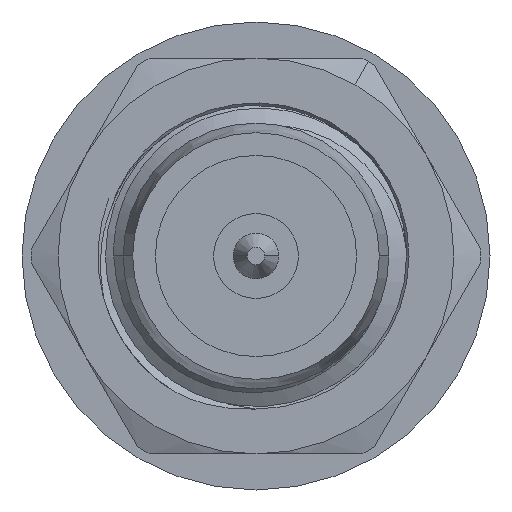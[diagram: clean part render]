
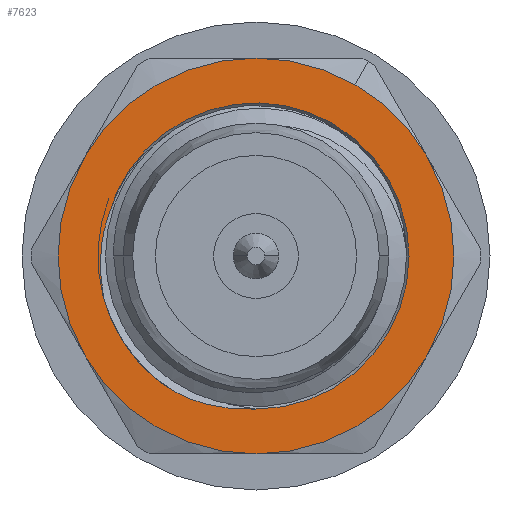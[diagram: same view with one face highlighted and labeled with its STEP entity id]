
A CAD part, left-side view. The second image highlights one B-rep face of the part: STEP entity #7623.
In plain terms, the highlighted planar face has unit normal (-1, 0, 0).
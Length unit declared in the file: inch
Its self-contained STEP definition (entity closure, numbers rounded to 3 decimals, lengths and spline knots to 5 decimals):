
#25 = PLANE ( 'NONE',  #4405 ) ;
#70 = AXIS2_PLACEMENT_3D ( 'NONE', #6707, #2650, #8125 ) ;
#166 = CARTESIAN_POINT ( 'NONE',  ( 0.32094, 0., 0. ) ) ;
#267 = CIRCLE ( 'NONE', #6540, 0.1565 ) ;
#292 = AXIS2_PLACEMENT_3D ( 'NONE', #6213, #4860, #7555 ) ;
#316 = DIRECTION ( 'NONE',  ( 0., -0.5, 0.866 ) ) ;
#321 = VERTEX_POINT ( 'NONE', #8236 ) ;
#512 = AXIS2_PLACEMENT_3D ( 'NONE', #1060, #7105, #1722 ) ;
#521 = CARTESIAN_POINT ( 'NONE',  ( 0.32094, 0.1236, -0.01154 ) ) ;
#732 = DIRECTION ( 'NONE',  ( 1., 0., 0. ) ) ;
#752 = AXIS2_PLACEMENT_3D ( 'NONE', #5118, #3775, #5145 ) ;
#900 = CARTESIAN_POINT ( 'NONE',  ( 0.32094, -0.06051, 0.1048 ) ) ;
#997 = VERTEX_POINT ( 'NONE', #4988 ) ;
#1053 = AXIS2_PLACEMENT_3D ( 'NONE', #8110, #6783, #7521 ) ;
#1056 = ORIENTED_EDGE ( 'NONE', *, *, #1866, .T. ) ;
#1060 = CARTESIAN_POINT ( 'NONE',  ( 0.32094, 0., 0. ) ) ;
#1078 = EDGE_CURVE ( 'NONE', #7624, #5589, #5246, .T. ) ;
#1141 = CARTESIAN_POINT ( 'NONE',  ( 0.32094, 0.11993, 0.02148 ) ) ;
#1171 = CIRCLE ( 'NONE', #8434, 0.1565 ) ;
#1181 = CARTESIAN_POINT ( 'NONE',  ( 0.32094, 0., 0. ) ) ;
#1183 = DIRECTION ( 'NONE',  ( -1., 0., 0. ) ) ;
#1402 = CIRCLE ( 'NONE', #1452, 0.125 ) ;
#1450 = EDGE_CURVE ( 'NONE', #4922, #7271, #1171, .T. ) ;
#1452 = AXIS2_PLACEMENT_3D ( 'NONE', #1181, #5799, #3180 ) ;
#1460 = VERTEX_POINT ( 'NONE', #7380 ) ;
#1548 = ORIENTED_EDGE ( 'NONE', *, *, #7369, .T. ) ;
#1578 = VERTEX_POINT ( 'NONE', #3559 ) ;
#1688 = ORIENTED_EDGE ( 'NONE', *, *, #8400, .T. ) ;
#1722 = DIRECTION ( 'NONE',  ( 0., 0.5, -0.866 ) ) ;
#1866 = EDGE_CURVE ( 'NONE', #7271, #997, #6317, .T. ) ;
#2145 = CARTESIAN_POINT ( 'NONE',  ( 0.32094, 0.12044, -0.03345 ) ) ;
#2282 = ORIENTED_EDGE ( 'NONE', *, *, #2779, .F. ) ;
#2499 = CARTESIAN_POINT ( 'NONE',  ( 0.32094, 0.12273, 0.00503 ) ) ;
#2650 = DIRECTION ( 'NONE',  ( -1., 0., 0. ) ) ;
#2682 = DIRECTION ( 'NONE',  ( 0., -0.5, 0.866 ) ) ;
#2779 = EDGE_CURVE ( 'NONE', #321, #8590, #4054, .T. ) ;
#2857 = ORIENTED_EDGE ( 'NONE', *, *, #4042, .T. ) ;
#3004 = CARTESIAN_POINT ( 'NONE',  ( 0.32094, 0., 0. ) ) ;
#3180 = DIRECTION ( 'NONE',  ( 0., -0.5, 0.866 ) ) ;
#3241 = B_SPLINE_CURVE_WITH_KNOTS ( 'NONE', 3,
 ( #2145, #6526, #521, #2499, #7869, #1141, #3804, #7268 ),
 .UNSPECIFIED., .F., .F.,
 ( 4, 2, 2, 4 ),
 ( 0., 0.00084, 0.00126, 0.00168 ),
 .UNSPECIFIED. ) ;
#3293 = EDGE_CURVE ( 'NONE', #7021, #8511, #3800, .T. ) ;
#3387 = DIRECTION ( 'NONE',  ( 0., -0.5, 0.866 ) ) ;
#3436 = CARTESIAN_POINT ( 'NONE',  ( 0.32094, 0.0625, -0.10825 ) ) ;
#3559 = CARTESIAN_POINT ( 'NONE',  ( 0.32094, 0.12044, -0.03345 ) ) ;
#3561 = CARTESIAN_POINT ( 'NONE',  ( 0.32094, 0.04279, -0.11663 ) ) ;
#3580 = DIRECTION ( 'NONE',  ( -1., 0., 0. ) ) ;
#3698 = FACE_OUTER_BOUND ( 'NONE', #5282, .T. ) ;
#3775 = DIRECTION ( 'NONE',  ( -1., 0., 0. ) ) ;
#3800 = B_SPLINE_CURVE_WITH_KNOTS ( 'NONE', 3,
 ( #4763, #5511, #6864, #3561, #7618, #3436 ),
 .UNSPECIFIED., .F., .F.,
 ( 4, 2, 4 ),
 ( 0.00134, 0.00215, 0.00296 ),
 .UNSPECIFIED. ) ;
#3804 = CARTESIAN_POINT ( 'NONE',  ( 0.32094, 0.1185, 0.0268 ) ) ;
#3836 = ORIENTED_EDGE ( 'NONE', *, *, #6866, .T. ) ;
#4042 = EDGE_CURVE ( 'NONE', #1578, #7624, #3241, .T. ) ;
#4054 = CIRCLE ( 'NONE', #5896, 0.1565 ) ;
#4092 = EDGE_CURVE ( 'NONE', #1460, #8590, #6392, .T. ) ;
#4221 = FACE_BOUND ( 'NONE', #4996, .T. ) ;
#4405 = AXIS2_PLACEMENT_3D ( 'NONE', #8066, #732, #2682 ) ;
#4526 = VERTEX_POINT ( 'NONE', #4915 ) ;
#4734 = AXIS2_PLACEMENT_3D ( 'NONE', #5163, #1183, #6630 ) ;
#4763 = CARTESIAN_POINT ( 'NONE',  ( 0.32094, 0.00039, -0.12102 ) ) ;
#4837 = DIRECTION ( 'NONE',  ( 1., 0., 0. ) ) ;
#4860 = DIRECTION ( 'NONE',  ( 1., 0., 0. ) ) ;
#4904 = ORIENTED_EDGE ( 'NONE', *, *, #4092, .T. ) ;
#4915 = CARTESIAN_POINT ( 'NONE',  ( 0.32094, 0.13553, -0.07825 ) ) ;
#4922 = VERTEX_POINT ( 'NONE', #6454 ) ;
#4988 = CARTESIAN_POINT ( 'NONE',  ( 0.32094, 0.13553, 0.07825 ) ) ;
#4996 = EDGE_LOOP ( 'NONE', ( #1688, #2857, #6653, #1548, #7050 ) ) ;
#5118 = CARTESIAN_POINT ( 'NONE',  ( 0.32094, 0., 0. ) ) ;
#5145 = DIRECTION ( 'NONE',  ( 0., -0.5, 0.866 ) ) ;
#5163 = CARTESIAN_POINT ( 'NONE',  ( 0.32094, 0., 0. ) ) ;
#5246 = CIRCLE ( 'NONE', #292, 0.12102 ) ;
#5282 = EDGE_LOOP ( 'NONE', ( #3836, #8560, #1056, #7112, #5702, #4904, #2282 ) ) ;
#5305 = CIRCLE ( 'NONE', #4734, 0.1565 ) ;
#5311 = DIRECTION ( 'NONE',  ( 0., -0.5, 0.866 ) ) ;
#5511 = CARTESIAN_POINT ( 'NONE',  ( 0.32094, 0.01103, -0.12169 ) ) ;
#5512 = CARTESIAN_POINT ( 'NONE',  ( 0.32094, -0.13553, -0.07825 ) ) ;
#5589 = VERTEX_POINT ( 'NONE', #900 ) ;
#5702 = ORIENTED_EDGE ( 'NONE', *, *, #7828, .T. ) ;
#5799 = DIRECTION ( 'NONE',  ( 1., 0., 0. ) ) ;
#5896 = AXIS2_PLACEMENT_3D ( 'NONE', #166, #4837, #3387 ) ;
#5928 = EDGE_CURVE ( 'NONE', #997, #4526, #8412, .T. ) ;
#6213 = CARTESIAN_POINT ( 'NONE',  ( 0.32094, 0., 0. ) ) ;
#6317 = CIRCLE ( 'NONE', #70, 0.1565 ) ;
#6392 = CIRCLE ( 'NONE', #752, 0.1565 ) ;
#6454 = CARTESIAN_POINT ( 'NONE',  ( 0.32094, -0.07825, 0.13553 ) ) ;
#6526 = CARTESIAN_POINT ( 'NONE',  ( 0.32094, 0.12276, -0.02252 ) ) ;
#6540 = AXIS2_PLACEMENT_3D ( 'NONE', #3004, #3580, #316 ) ;
#6630 = DIRECTION ( 'NONE',  ( 0., -0.5, 0.866 ) ) ;
#6653 = ORIENTED_EDGE ( 'NONE', *, *, #1078, .T. ) ;
#6707 = CARTESIAN_POINT ( 'NONE',  ( 0.32094, 0., 0. ) ) ;
#6783 = DIRECTION ( 'NONE',  ( -1., 0., 0. ) ) ;
#6864 = CARTESIAN_POINT ( 'NONE',  ( 0.32094, 0.02174, -0.12095 ) ) ;
#6866 = EDGE_CURVE ( 'NONE', #321, #4922, #5305, .T. ) ;
#6908 = CIRCLE ( 'NONE', #512, 0.12102 ) ;
#7021 = VERTEX_POINT ( 'NONE', #8047 ) ;
#7050 = ORIENTED_EDGE ( 'NONE', *, *, #3293, .T. ) ;
#7105 = DIRECTION ( 'NONE',  ( 1., 0., 0. ) ) ;
#7112 = ORIENTED_EDGE ( 'NONE', *, *, #5928, .T. ) ;
#7268 = CARTESIAN_POINT ( 'NONE',  ( 0.32094, 0.11671, 0.032 ) ) ;
#7271 = VERTEX_POINT ( 'NONE', #7617 ) ;
#7369 = EDGE_CURVE ( 'NONE', #5589, #7021, #6908, .T. ) ;
#7380 = CARTESIAN_POINT ( 'NONE',  ( 0.32094, 0., -0.1565 ) ) ;
#7400 = CARTESIAN_POINT ( 'NONE',  ( 0.32094, 0.11671, 0.032 ) ) ;
#7433 = DIRECTION ( 'NONE',  ( -1., 0., 0. ) ) ;
#7489 = CARTESIAN_POINT ( 'NONE',  ( 0.32094, 0.0625, -0.10825 ) ) ;
#7521 = DIRECTION ( 'NONE',  ( 0., -0.5, 0.866 ) ) ;
#7555 = DIRECTION ( 'NONE',  ( 0., 0.5, -0.866 ) ) ;
#7617 = CARTESIAN_POINT ( 'NONE',  ( 0.32094, 0., 0.1565 ) ) ;
#7618 = CARTESIAN_POINT ( 'NONE',  ( 0.32094, 0.05287, -0.11312 ) ) ;
#7623 = ADVANCED_FACE ( 'NONE', ( #3698, #4221 ), #25, .F. ) ;
#7624 = VERTEX_POINT ( 'NONE', #7400 ) ;
#7828 = EDGE_CURVE ( 'NONE', #4526, #1460, #267, .T. ) ;
#7869 = CARTESIAN_POINT ( 'NONE',  ( 0.32094, 0.12205, 0.01061 ) ) ;
#8047 = CARTESIAN_POINT ( 'NONE',  ( 0.32094, 0.00039, -0.12102 ) ) ;
#8066 = CARTESIAN_POINT ( 'NONE',  ( 0.32094, 0., 0. ) ) ;
#8105 = CARTESIAN_POINT ( 'NONE',  ( 0.32094, 0., 0. ) ) ;
#8110 = CARTESIAN_POINT ( 'NONE',  ( 0.32094, 0., 0. ) ) ;
#8125 = DIRECTION ( 'NONE',  ( 0., -0.5, 0.866 ) ) ;
#8236 = CARTESIAN_POINT ( 'NONE',  ( 0.32094, -0.13553, 0.07825 ) ) ;
#8400 = EDGE_CURVE ( 'NONE', #8511, #1578, #1402, .T. ) ;
#8412 = CIRCLE ( 'NONE', #1053, 0.1565 ) ;
#8434 = AXIS2_PLACEMENT_3D ( 'NONE', #8105, #7433, #5311 ) ;
#8511 = VERTEX_POINT ( 'NONE', #7489 ) ;
#8560 = ORIENTED_EDGE ( 'NONE', *, *, #1450, .T. ) ;
#8590 = VERTEX_POINT ( 'NONE', #5512 ) ;
